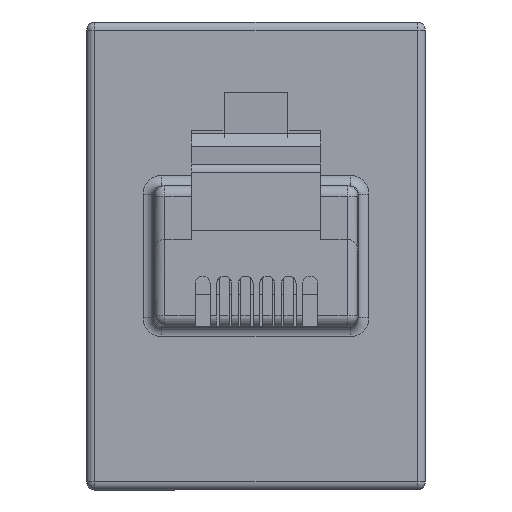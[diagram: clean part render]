
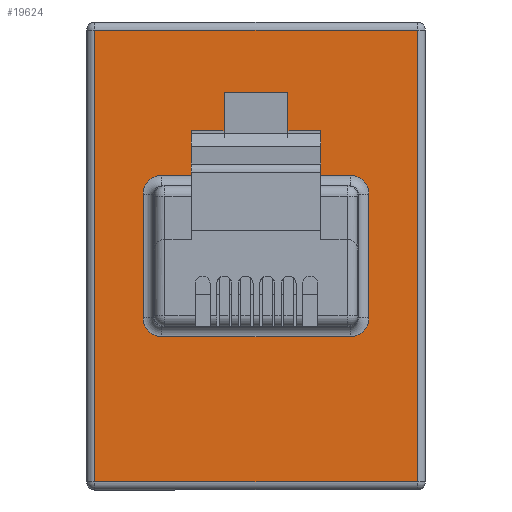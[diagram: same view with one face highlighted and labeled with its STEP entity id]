
A CAD part, front view. The second image highlights one B-rep face of the part: STEP entity #19624.
In plain terms, the highlighted face is planar.
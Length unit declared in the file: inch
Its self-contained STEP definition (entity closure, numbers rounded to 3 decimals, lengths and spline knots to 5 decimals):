
#215 = DIRECTION ( 'NONE',  ( 0., -1., 0. ) ) ;
#283 = CARTESIAN_POINT ( 'NONE',  ( 0.17496, -0.15, -0.30315 ) ) ;
#449 = VERTEX_POINT ( 'NONE', #11690 ) ;
#1050 = AXIS2_PLACEMENT_3D ( 'NONE', #4111, #16438, #5892 ) ;
#1222 = DIRECTION ( 'NONE',  ( -1., 0., 0. ) ) ;
#1859 = DIRECTION ( 'NONE',  ( 1., 0., 0. ) ) ;
#1903 = CARTESIAN_POINT ( 'NONE',  ( 0.3, 0.42, -0.30315 ) ) ;
#2222 = LINE ( 'NONE', #8437, #15713 ) ;
#2287 = ORIENTED_EDGE ( 'NONE', *, *, #2462, .T. ) ;
#2354 = EDGE_CURVE ( 'NONE', #17697, #12199, #11246, .T. ) ;
#2462 = EDGE_CURVE ( 'NONE', #6095, #4856, #13143, .T. ) ;
#2702 = ORIENTED_EDGE ( 'NONE', *, *, #6411, .T. ) ;
#2856 = VERTEX_POINT ( 'NONE', #21287 ) ;
#2907 = CARTESIAN_POINT ( 'NONE',  ( -0.17496, 0.115, -0.30315 ) ) ;
#3196 = ORIENTED_EDGE ( 'NONE', *, *, #10504, .T. ) ;
#3637 = VECTOR ( 'NONE', #1859, 39.37008 ) ;
#3894 = VERTEX_POINT ( 'NONE', #15705 ) ;
#4054 = EDGE_CURVE ( 'NONE', #4661, #7292, #8240, .T. ) ;
#4111 = CARTESIAN_POINT ( 'NONE',  ( 0.17496, 0.115, -0.30315 ) ) ;
#4661 = VERTEX_POINT ( 'NONE', #5071 ) ;
#4693 = DIRECTION ( 'NONE',  ( -1., 0., 0. ) ) ;
#4856 = VERTEX_POINT ( 'NONE', #283 ) ;
#4875 = DIRECTION ( 'NONE',  ( 0., 0., 1. ) ) ;
#4892 = CARTESIAN_POINT ( 'NONE',  ( -0.3, 0.435, -0.30315 ) ) ;
#5071 = CARTESIAN_POINT ( 'NONE',  ( -0.20996, 0.115, -0.30315 ) ) ;
#5106 = FACE_OUTER_BOUND ( 'NONE', #17908, .T. ) ;
#5406 = CARTESIAN_POINT ( 'NONE',  ( -0.20996, -0.115, -0.30315 ) ) ;
#5892 = DIRECTION ( 'NONE',  ( -1., 0., 0. ) ) ;
#6095 = VERTEX_POINT ( 'NONE', #7963 ) ;
#6130 = CARTESIAN_POINT ( 'NONE',  ( -0.315, -0.15, -0.30315 ) ) ;
#6411 = EDGE_CURVE ( 'NONE', #8159, #18793, #17701, .T. ) ;
#6441 = CARTESIAN_POINT ( 'NONE',  ( -0.3, 0.42, -0.30315 ) ) ;
#6608 = VERTEX_POINT ( 'NONE', #12867 ) ;
#6667 = DIRECTION ( 'NONE',  ( 0., 1., 0. ) ) ;
#6881 = ORIENTED_EDGE ( 'NONE', *, *, #10066, .T. ) ;
#6969 = CARTESIAN_POINT ( 'NONE',  ( 0.20996, 0.115, -0.30315 ) ) ;
#7292 = VERTEX_POINT ( 'NONE', #5406 ) ;
#7653 = DIRECTION ( 'NONE',  ( -1., 0., 0. ) ) ;
#7942 = LINE ( 'NONE', #19186, #12042 ) ;
#7963 = CARTESIAN_POINT ( 'NONE',  ( -0.17496, -0.15, -0.30315 ) ) ;
#8159 = VERTEX_POINT ( 'NONE', #6441 ) ;
#8240 = LINE ( 'NONE', #12541, #21742 ) ;
#8437 = CARTESIAN_POINT ( 'NONE',  ( 0.3, 0.435, -0.30315 ) ) ;
#9038 = VECTOR ( 'NONE', #18443, 39.37008 ) ;
#9297 = VECTOR ( 'NONE', #6667, 39.37008 ) ;
#9341 = LINE ( 'NONE', #18775, #18688 ) ;
#9901 = CARTESIAN_POINT ( 'NONE',  ( 0.17496, -0.115, -0.30315 ) ) ;
#10065 = DIRECTION ( 'NONE',  ( -1., 0., 0. ) ) ;
#10066 = EDGE_CURVE ( 'NONE', #3894, #449, #13277, .T. ) ;
#10146 = DIRECTION ( 'NONE',  ( 0., -1., 0. ) ) ;
#10286 = ORIENTED_EDGE ( 'NONE', *, *, #11606, .T. ) ;
#10504 = EDGE_CURVE ( 'NONE', #4856, #2856, #12140, .T. ) ;
#11246 = CIRCLE ( 'NONE', #1050, 0.035 ) ;
#11428 = ORIENTED_EDGE ( 'NONE', *, *, #18161, .T. ) ;
#11606 = EDGE_CURVE ( 'NONE', #12199, #6608, #9341, .T. ) ;
#11651 = DIRECTION ( 'NONE',  ( -1., 0., 0. ) ) ;
#11690 = CARTESIAN_POINT ( 'NONE',  ( -0.3, -0.42, -0.30315 ) ) ;
#12042 = VECTOR ( 'NONE', #20925, 39.37008 ) ;
#12140 = CIRCLE ( 'NONE', #13802, 0.035 ) ;
#12199 = VERTEX_POINT ( 'NONE', #20440 ) ;
#12463 = AXIS2_PLACEMENT_3D ( 'NONE', #14673, #18207, #7653 ) ;
#12541 = CARTESIAN_POINT ( 'NONE',  ( -0.20996, 0.435, -0.30315 ) ) ;
#12583 = ORIENTED_EDGE ( 'NONE', *, *, #2354, .T. ) ;
#12730 = ORIENTED_EDGE ( 'NONE', *, *, #17623, .T. ) ;
#12735 = VECTOR ( 'NONE', #10065, 39.37008 ) ;
#12867 = CARTESIAN_POINT ( 'NONE',  ( -0.17496, 0.15, -0.30315 ) ) ;
#12892 = PLANE ( 'NONE',  #12463 ) ;
#13143 = LINE ( 'NONE', #6130, #9038 ) ;
#13277 = LINE ( 'NONE', #17123, #12735 ) ;
#13802 = AXIS2_PLACEMENT_3D ( 'NONE', #9901, #22192, #11651 ) ;
#13807 = ORIENTED_EDGE ( 'NONE', *, *, #14100, .T. ) ;
#13945 = LINE ( 'NONE', #4892, #9297 ) ;
#14100 = EDGE_CURVE ( 'NONE', #7292, #6095, #22708, .T. ) ;
#14606 = ORIENTED_EDGE ( 'NONE', *, *, #4054, .T. ) ;
#14673 = CARTESIAN_POINT ( 'NONE',  ( -0.315, 0.435, -0.30315 ) ) ;
#15273 = DIRECTION ( 'NONE',  ( 0., 0., 1. ) ) ;
#15430 = CARTESIAN_POINT ( 'NONE',  ( -0.17496, -0.115, -0.30315 ) ) ;
#15705 = CARTESIAN_POINT ( 'NONE',  ( 0.3, -0.42, -0.30315 ) ) ;
#15713 = VECTOR ( 'NONE', #10146, 39.37008 ) ;
#16438 = DIRECTION ( 'NONE',  ( 0., 0., 1. ) ) ;
#16692 = EDGE_LOOP ( 'NONE', ( #10286, #22785, #14606, #13807, #2287, #3196, #11428, #12583 ) ) ;
#17123 = CARTESIAN_POINT ( 'NONE',  ( -0.315, -0.42, -0.30315 ) ) ;
#17187 = DIRECTION ( 'NONE',  ( -1., 0., 0. ) ) ;
#17449 = AXIS2_PLACEMENT_3D ( 'NONE', #15430, #4875, #17187 ) ;
#17623 = EDGE_CURVE ( 'NONE', #18793, #3894, #2222, .T. ) ;
#17697 = VERTEX_POINT ( 'NONE', #6969 ) ;
#17701 = LINE ( 'NONE', #19507, #3637 ) ;
#17908 = EDGE_LOOP ( 'NONE', ( #6881, #18571, #2702, #12730 ) ) ;
#18042 = EDGE_CURVE ( 'NONE', #6608, #4661, #19819, .T. ) ;
#18161 = EDGE_CURVE ( 'NONE', #2856, #17697, #7942, .T. ) ;
#18207 = DIRECTION ( 'NONE',  ( 0., 0., -1. ) ) ;
#18443 = DIRECTION ( 'NONE',  ( 1., 0., 0. ) ) ;
#18571 = ORIENTED_EDGE ( 'NONE', *, *, #19245, .T. ) ;
#18625 = FACE_BOUND ( 'NONE', #16692, .T. ) ;
#18688 = VECTOR ( 'NONE', #1222, 39.37008 ) ;
#18775 = CARTESIAN_POINT ( 'NONE',  ( -0.315, 0.15, -0.30315 ) ) ;
#18793 = VERTEX_POINT ( 'NONE', #1903 ) ;
#19186 = CARTESIAN_POINT ( 'NONE',  ( 0.20996, 0.435, -0.30315 ) ) ;
#19245 = EDGE_CURVE ( 'NONE', #449, #8159, #13945, .T. ) ;
#19507 = CARTESIAN_POINT ( 'NONE',  ( -0.315, 0.42, -0.30315 ) ) ;
#19537 = AXIS2_PLACEMENT_3D ( 'NONE', #2907, #15273, #4693 ) ;
#19624 = ADVANCED_FACE ( 'NONE', ( #18625, #5106 ), #12892, .T. ) ;
#19819 = CIRCLE ( 'NONE', #19537, 0.035 ) ;
#20440 = CARTESIAN_POINT ( 'NONE',  ( 0.17496, 0.15, -0.30315 ) ) ;
#20925 = DIRECTION ( 'NONE',  ( 0., 1., 0. ) ) ;
#21287 = CARTESIAN_POINT ( 'NONE',  ( 0.20996, -0.115, -0.30315 ) ) ;
#21742 = VECTOR ( 'NONE', #215, 39.37008 ) ;
#22192 = DIRECTION ( 'NONE',  ( 0., 0., 1. ) ) ;
#22708 = CIRCLE ( 'NONE', #17449, 0.035 ) ;
#22785 = ORIENTED_EDGE ( 'NONE', *, *, #18042, .T. ) ;
